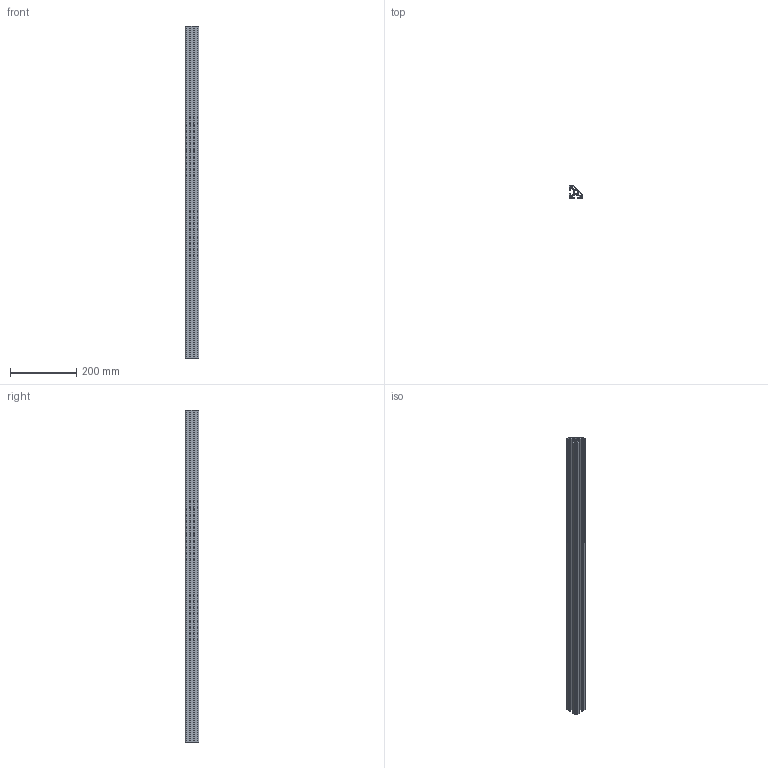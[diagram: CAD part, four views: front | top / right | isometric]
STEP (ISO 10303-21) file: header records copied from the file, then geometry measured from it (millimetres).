
FILE_DESCRIPTION (( 'STEP AP214' ), '1' );
FILE_NAME ('444T Ïðîôèëü êîíñòðóêöèîííûé 40õ40T.STEP', '2023-09-25T10:28:54', ( '' ), ( '' ), 'SwSTEP 2.0', 'SolidWorks 2022', '' );
FILE_SCHEMA (( 'AUTOMOTIVE_DESIGN' ));
Length unit declared in the file: millimetre
Products named in the file (1): 444T Профиль конструкционный 40х40T
Bounding box: 40 x 40 x 1000 mm (x, y, z)
Volume: 435847.2 mm3; surface area: 408620 mm2
Topology: 1 solids, 1 shells, 156 faces, 462 edges, 308 vertices
Faces by surface type: plane 87, cylinder 69
Entity records: 5294 total; most frequent: CARTESIAN_POINT 927, ORIENTED_EDGE 924, DIRECTION 914, EDGE_CURVE 462, LINE 324, VECTOR 324, VERTEX_POINT 308, AXIS2_PLACEMENT_3D 295
